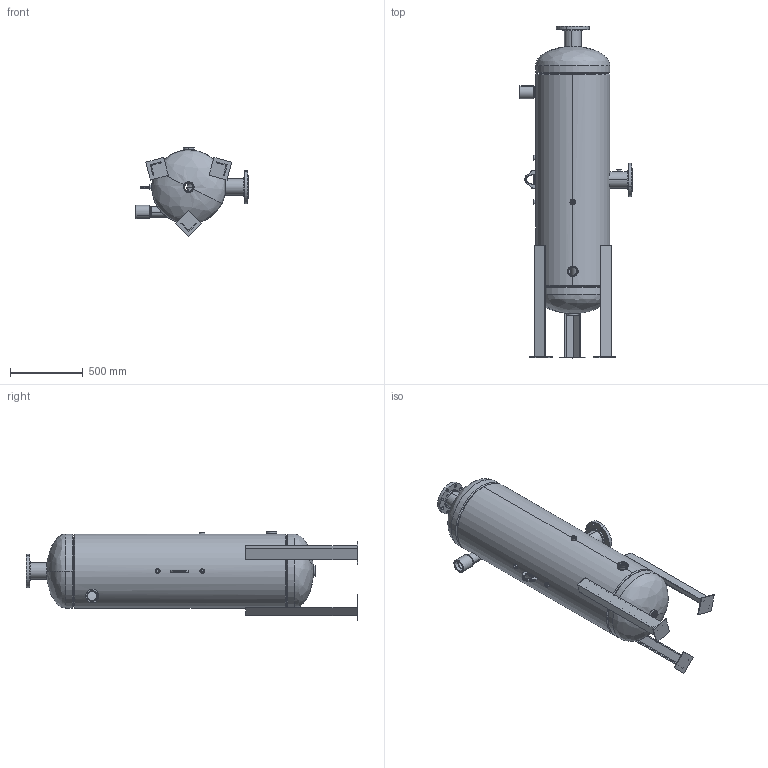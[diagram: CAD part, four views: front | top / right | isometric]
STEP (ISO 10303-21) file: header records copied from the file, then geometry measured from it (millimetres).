
FILE_DESCRIPTION (( 'STEP AP203' ), '1' );
FILE_NAME ('BDT-26.STEP', '2021-03-15T18:23:19', ( '' ), ( '' ), 'SwSTEP 2.0', 'SolidWorks 2021', '' );
FILE_SCHEMA (( 'CONFIG_CONTROL_DESIGN' ));
Length unit declared in the file: inch
Products named in the file (18): 9301290_6.125; 9421170; 99B1188; 9100310_30; 9201070; Couplings_9500575; BDT-26; 9500030; 99T4290; 9301090_28.0625; 9400542; 99P0650_7.875; 99M2025; 99P3024_44615K116; 9461070; 9500040; 9500080
Assembly tree (25 placements, depth 2):
  BDT-26
    99B1188
    9201070
    9201070
    9500030  x3
    9500040
    9500080  x2
    99P3024_44615K116
    Couplings_9500575
    9301290_6.125
    9301090_28.0625
    99P0650_7.875
    9421170
    9461070  x2
    99M2025
    9100310_30  x3
    99T4290  x3
    9400542
Bounding box: 768.49 x 2276.47 x 613.98 mm (x, y, z)
Volume: 36190783.4 mm3; surface area: 8351208.2 mm2
Topology: 26 solids, 26 shells, 451 faces, 1013 edges, 624 vertices
Faces by surface type: cylinder 181, cone 114, plane 106, bspline 26, torus 24
Entity records: 19811 total; most frequent: CARTESIAN_POINT 9466, DIRECTION 1839, ORIENTED_EDGE 1606, EDGE_CURVE 803, AXIS2_PLACEMENT_3D 763, VERTEX_POINT 484, EDGE_LOOP 419, CIRCLE 404
